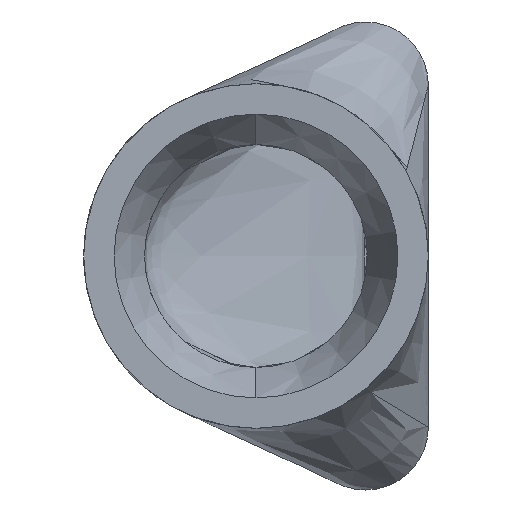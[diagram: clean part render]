
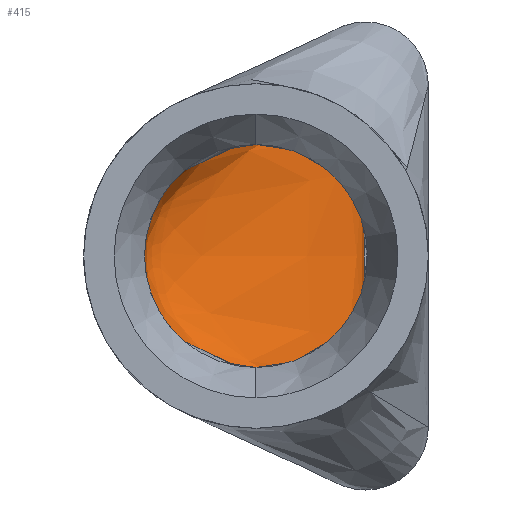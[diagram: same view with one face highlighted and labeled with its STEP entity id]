
A CAD part, left-side view. The second image highlights one B-rep face of the part: STEP entity #415.
In plain terms, the highlighted free-form (B-spline) face has degree [3, 3] with [9, 4] control points.
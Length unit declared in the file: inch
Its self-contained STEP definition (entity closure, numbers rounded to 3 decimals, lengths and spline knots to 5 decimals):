
#28 = CARTESIAN_POINT ( 'NONE',  ( 1.42, 0.1275, -0.34 ) ) ;
#30 = CARTESIAN_POINT ( 'NONE',  ( 1.09, 0.51984, -0.13553 ) ) ;
#31 = CARTESIAN_POINT ( 'NONE',  ( 1.42, 0.1275, 0.14167 ) ) ;
#46 = CARTESIAN_POINT ( 'NONE',  ( 1.33246, 0.1275, 0.255 ) ) ;
#53 = CARTESIAN_POINT ( 'NONE',  ( 1.33355, 0.1275, 0.31167 ) ) ;
#121 = CARTESIAN_POINT ( 'NONE',  ( 1.42, 0.1275, -0.34 ) ) ;
#125 = CARTESIAN_POINT ( 'NONE',  ( 1.32989, 0.1275, 0.14167 ) ) ;
#130 = CARTESIAN_POINT ( 'NONE',  ( 1.32807, 0.1275, 0. ) ) ;
#142 = CARTESIAN_POINT ( 'NONE',  ( 1.3341, 0.1275, -0.34 ) ) ;
#153 = CARTESIAN_POINT ( 'NONE',  ( 1.3341, 0.1275, 0.34 ) ) ;
#178 = CARTESIAN_POINT ( 'NONE',  ( 1.42, 0.1275, -0.34 ) ) ;
#183 = CARTESIAN_POINT ( 'NONE',  ( 1.09, 0.48488, -0.16969 ) ) ;
#188 = CARTESIAN_POINT ( 'NONE',  ( 1.09, 0.51984, 0.13554 ) ) ;
#200 = CARTESIAN_POINT ( 'NONE',  ( 1.09, 0.48488, 0.16968 ) ) ;
#205 = CARTESIAN_POINT ( 'NONE',  ( 1.09, 0.51984, 0.13554 ) ) ;
#212 = CARTESIAN_POINT ( 'NONE',  ( 1.09, 0.49742, -0.15916 ) ) ;
#217 = CARTESIAN_POINT ( 'NONE',  ( 1.1759, 0.48488, 0.16968 ) ) ;
#251 = CARTESIAN_POINT ( 'NONE',  ( 1.42, 0.1275, 0.34 ) ) ;
#275 = CARTESIAN_POINT ( 'NONE',  ( 1.42, 0.1275, 0.255 ) ) ;
#285 = CARTESIAN_POINT ( 'NONE',  ( 1.09, 0.49742, -0.15916 ) ) ;
#289 = CARTESIAN_POINT ( 'NONE',  ( 1.18011, 0.55313, -0.0808 ) ) ;
#292 = CARTESIAN_POINT ( 'NONE',  ( 1.09, 0.48488, -0.16968 ) ) ;
#295 = CARTESIAN_POINT ( 'NONE',  ( 1.42, 0.1275, 0.34 ) ) ;
#301 = CARTESIAN_POINT ( 'NONE',  ( 1.18011, 0.55314, 0.08078 ) ) ;
#356 = CARTESIAN_POINT ( 'NONE',  ( 1.42, 0.1275, -0.14167 ) ) ;
#361 = VERTEX_POINT ( 'NONE', #553 ) ;
#375 = CARTESIAN_POINT ( 'NONE',  ( 1.17645, 0.49742, -0.15916 ) ) ;
#384 = CARTESIAN_POINT ( 'NONE',  ( 1.17754, 0.51984, -0.13553 ) ) ;
#395 = CARTESIAN_POINT ( 'NONE',  ( 1.1759, 0.48488, -0.16968 ) ) ;
#397 = CARTESIAN_POINT ( 'NONE',  ( 1.17754, 0.51984, 0.13554 ) ) ;
#415 = ADVANCED_FACE ( 'NONE', ( #820 ), #807, .F. ) ;
#430 = CARTESIAN_POINT ( 'NONE',  ( 1.42, 0.1275, 0.34 ) ) ;
#457 = CARTESIAN_POINT ( 'NONE',  ( 1.09, 0.48488, 0.16969 ) ) ;
#470 = CARTESIAN_POINT ( 'NONE',  ( 1.33246, 0.1275, -0.255 ) ) ;
#479 = ORIENTED_EDGE ( 'NONE', *, *, #1134, .T. ) ;
#480 = CARTESIAN_POINT ( 'NONE',  ( 1.42, 0.1275, 0.255 ) ) ;
#527 = CARTESIAN_POINT ( 'NONE',  ( 1.42, 0.1275, 0.34 ) ) ;
#538 = CARTESIAN_POINT ( 'NONE',  ( 1.09, 0.49742, 0.15916 ) ) ;
#547 = VERTEX_POINT ( 'NONE', #430 ) ;
#549 = CARTESIAN_POINT ( 'NONE',  ( 1.3341, 0.1275, 0.34 ) ) ;
#553 = CARTESIAN_POINT ( 'NONE',  ( 1.09, 0.48488, 0.16969 ) ) ;
#555 = CARTESIAN_POINT ( 'NONE',  ( 1.42, 0.1275, 0. ) ) ;
#561 = CARTESIAN_POINT ( 'NONE',  ( 1.09, 0.55313, -0.0808 ) ) ;
#616 = EDGE_LOOP ( 'NONE', ( #1057, #479, #689, #806 ) ) ;
#645 = CARTESIAN_POINT ( 'NONE',  ( 1.32989, 0.1275, -0.14167 ) ) ;
#663 = CARTESIAN_POINT ( 'NONE',  ( 1.18193, 0.57128, 0.00001 ) ) ;
#674 = CARTESIAN_POINT ( 'NONE',  ( 1.1759, 0.48488, 0.16968 ) ) ;
#689 = ORIENTED_EDGE ( 'NONE', *, *, #962, .T. ) ;
#731 = CARTESIAN_POINT ( 'NONE',  ( 1.09, 0.51984, -0.13553 ) ) ;
#742 = B_SPLINE_CURVE_WITH_KNOTS ( 'NONE', 3,
 ( #945, #674, #153, #251 ),
 .UNSPECIFIED., .F., .F.,
 ( 4, 4 ),
 ( 0., 1. ),
 .UNSPECIFIED. ) ;
#743 = CARTESIAN_POINT ( 'NONE',  ( 1.42, 0.1275, -0.255 ) ) ;
#788 = B_SPLINE_CURVE_WITH_KNOTS ( 'NONE', 3,
 ( #457, #538, #188, #988, #901, #814, #30, #285, #1072 ),
 .UNSPECIFIED., .F., .F.,
 ( 4, 1, 1, 1, 1, 1, 4 ),
 ( 0., 0.125, 0.25, 0.5, 0.75, 0.875, 1. ),
 .UNSPECIFIED. ) ;
#792 = CARTESIAN_POINT ( 'NONE',  ( 1.42, 0.1275, -0.31167 ) ) ;
#793 = VERTEX_POINT ( 'NONE', #183 ) ;
#804 = CARTESIAN_POINT ( 'NONE',  ( 1.42, 0.1275, -0.255 ) ) ;
#806 = ORIENTED_EDGE ( 'NONE', *, *, #1049, .F. ) ;
#807 = B_SPLINE_SURFACE_WITH_KNOTS ( 'NONE', 3, 3, ( 
 ( #292, #395, #999, #121 ),
 ( #212, #375, #1077, #1002 ),
 ( #731, #384, #470, #743 ),
 ( #561, #289, #645, #919 ),
 ( #1083, #663, #130, #555 ),
 ( #1088, #301, #125, #997 ),
 ( #205, #397, #46, #480 ),
 ( #837, #1012, #53, #1094 ),
 ( #200, #217, #549, #295 ) ),
 .UNSPECIFIED., .F., .F., .F.,
 ( 4, 1, 1, 1, 1, 1, 4 ),
 ( 4, 4 ),
 ( 0., 0.125, 0.25, 0.5, 0.75, 0.875, 1. ),
 ( 0., 1. ),
 .UNSPECIFIED. ) ;
#814 = CARTESIAN_POINT ( 'NONE',  ( 1.09, 0.55313, -0.0808 ) ) ;
#820 = FACE_OUTER_BOUND ( 'NONE', #616, .T. ) ;
#829 = VERTEX_POINT ( 'NONE', #28 ) ;
#837 = CARTESIAN_POINT ( 'NONE',  ( 1.09, 0.49742, 0.15916 ) ) ;
#858 = B_SPLINE_CURVE_WITH_KNOTS ( 'NONE', 3,
 ( #1020, #934, #142, #1071 ),
 .UNSPECIFIED., .F., .F.,
 ( 4, 4 ),
 ( 0., 1. ),
 .UNSPECIFIED. ) ;
#889 = CARTESIAN_POINT ( 'NONE',  ( 1.42, 0.1275, 0. ) ) ;
#898 = EDGE_CURVE ( 'NONE', #361, #793, #788, .T. ) ;
#901 = CARTESIAN_POINT ( 'NONE',  ( 1.09, 0.57128, 0.00001 ) ) ;
#902 = CARTESIAN_POINT ( 'NONE',  ( 1.42, 0.1275, 0.31167 ) ) ;
#919 = CARTESIAN_POINT ( 'NONE',  ( 1.42, 0.1275, -0.14167 ) ) ;
#934 = CARTESIAN_POINT ( 'NONE',  ( 1.1759, 0.48488, -0.16968 ) ) ;
#945 = CARTESIAN_POINT ( 'NONE',  ( 1.09, 0.48488, 0.16969 ) ) ;
#962 = EDGE_CURVE ( 'NONE', #829, #547, #1058, .T. ) ;
#988 = CARTESIAN_POINT ( 'NONE',  ( 1.09, 0.55314, 0.08078 ) ) ;
#997 = CARTESIAN_POINT ( 'NONE',  ( 1.42, 0.1275, 0.14167 ) ) ;
#999 = CARTESIAN_POINT ( 'NONE',  ( 1.3341, 0.1275, -0.34 ) ) ;
#1002 = CARTESIAN_POINT ( 'NONE',  ( 1.42, 0.1275, -0.31167 ) ) ;
#1012 = CARTESIAN_POINT ( 'NONE',  ( 1.17645, 0.49742, 0.15916 ) ) ;
#1020 = CARTESIAN_POINT ( 'NONE',  ( 1.09, 0.48488, -0.16969 ) ) ;
#1049 = EDGE_CURVE ( 'NONE', #361, #547, #742, .T. ) ;
#1057 = ORIENTED_EDGE ( 'NONE', *, *, #898, .T. ) ;
#1058 = B_SPLINE_CURVE_WITH_KNOTS ( 'NONE', 3,
 ( #178, #792, #804, #356, #889, #31, #275, #902, #527 ),
 .UNSPECIFIED., .F., .F.,
 ( 4, 1, 1, 1, 1, 1, 4 ),
 ( 0., 0.125, 0.25, 0.5, 0.75, 0.875, 1. ),
 .UNSPECIFIED. ) ;
#1071 = CARTESIAN_POINT ( 'NONE',  ( 1.42, 0.1275, -0.34 ) ) ;
#1072 = CARTESIAN_POINT ( 'NONE',  ( 1.09, 0.48488, -0.16969 ) ) ;
#1077 = CARTESIAN_POINT ( 'NONE',  ( 1.33355, 0.1275, -0.31167 ) ) ;
#1083 = CARTESIAN_POINT ( 'NONE',  ( 1.09, 0.57128, 0.00001 ) ) ;
#1088 = CARTESIAN_POINT ( 'NONE',  ( 1.09, 0.55314, 0.08078 ) ) ;
#1094 = CARTESIAN_POINT ( 'NONE',  ( 1.42, 0.1275, 0.31167 ) ) ;
#1134 = EDGE_CURVE ( 'NONE', #793, #829, #858, .T. ) ;
